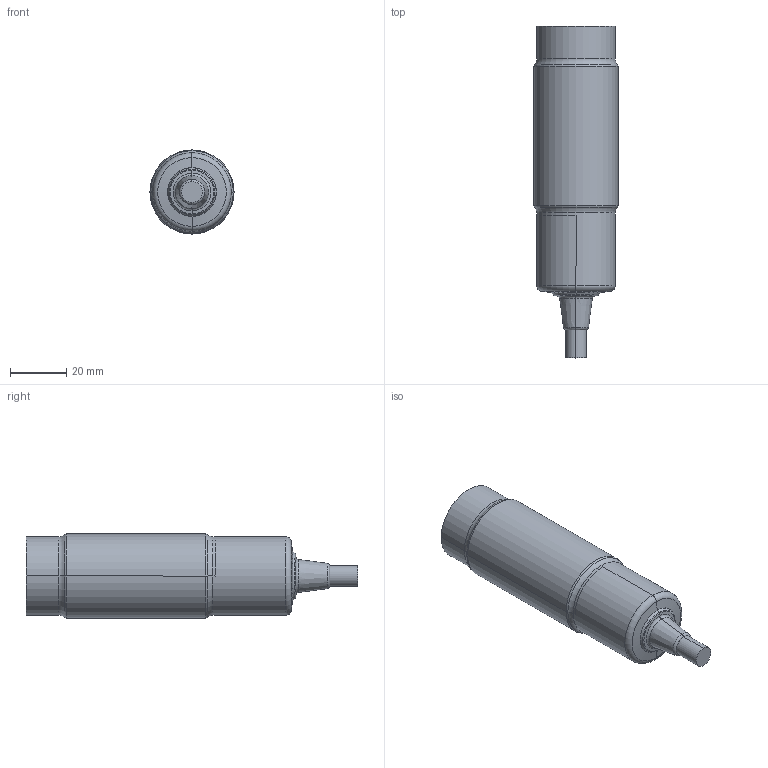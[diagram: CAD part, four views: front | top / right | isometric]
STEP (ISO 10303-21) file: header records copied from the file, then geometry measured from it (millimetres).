
FILE_DESCRIPTION((''),'2;1');
FILE_NAME('DM_CAD-2117_SW0002','2015-06-10T',('Creinig-se'),(''),'PRO/ENGINEER BY PARAMETRIC TECHNOLOGY CORPORATION, 2013050','PRO/ENGINEER BY PARAMETRIC TECHNOLOGY CORPORATION, 2013050','');
FILE_SCHEMA(('CONFIG_CONTROL_DESIGN'));
Length unit declared in the file: millimetre
Products named in the file (1): DM_CAD-2117_SW0002
Bounding box: 30 x 118.52 x 30 mm (x, y, z)
Volume: 64859.3 mm3; surface area: 10538.5 mm2
Topology: 2 solids, 2 shells, 38 faces, 87 edges, 56 vertices
Faces by surface type: torus 18, cone 8, cylinder 8, plane 4
Entity records: 1464 total; most frequent: DIRECTION 231, CARTESIAN_POINT 174, ORIENTED_EDGE 164, AXIS2_PLACEMENT_3D 105, EDGE_CURVE 82, CIRCLE 66, VERTEX_POINT 48, COLOUR_RGB 46
